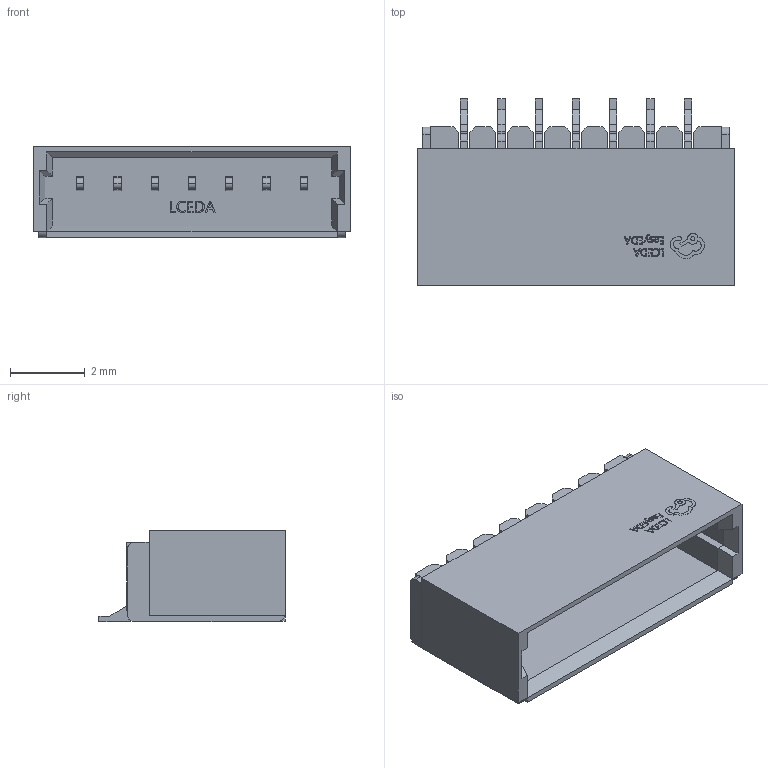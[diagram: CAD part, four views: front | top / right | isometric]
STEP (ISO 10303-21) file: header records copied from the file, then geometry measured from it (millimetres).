
FILE_DESCRIPTION(/* description */ ('Designed by EasyEDA Pro'),/* implementation_level */ '2;1');
FILE_NAME(/* name */ 'CONN-SMD_1x7P-P1.0-H_WAFER-SH1.0-2PWB.step',/* time_stamp */ '2024-01-01T22:38:01+08:00',/* author */ ('20220615'),/* organization */ ('Open CASCADE'),/* preprocessor_version */ 'ST-DEVELOPER v19',/* originating_system */ 'Autodesk Inventor 2023',/* authorisation */ 'Unknown');
FILE_SCHEMA (('AUTOMOTIVE_DESIGN { 1 0 10303 214 3 1 1 }'));
Length unit declared in the file: millimetre
Products named in the file (4): PCBModel; CN1; CONN-SMD_A1002WR-S-7P; COMPOUND
Assembly tree (3 placements, depth 4):
  PCBModel
    CN1
      CONN-SMD_A1002WR-S-7P
        COMPOUND
Bounding box: 8.5 x 5 x 2.45 mm (x, y, z)
Volume: 41.6 mm3; surface area: 234.5 mm2
Topology: 14 solids, 14 shells, 552 faces, 1467 edges, 970 vertices
Faces by surface type: plane 413, bspline 112, cylinder 27
Entity records: 18852 total; most frequent: CARTESIAN_POINT 4830, ORIENTED_EDGE 2934, DIRECTION 2367, EDGE_CURVE 1467, LINE 1185, VECTOR 1185, VERTEX_POINT 970, EDGE_LOOP 591
